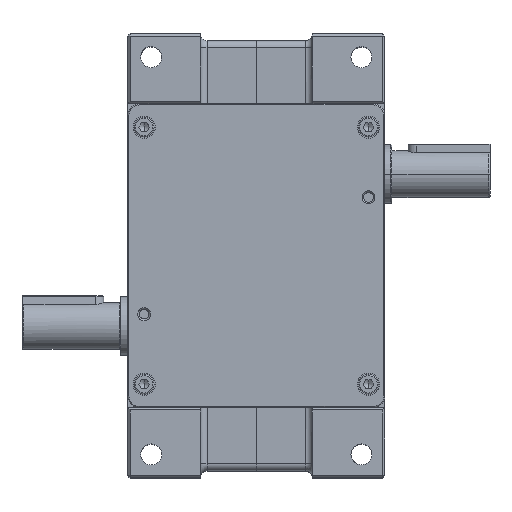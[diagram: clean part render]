
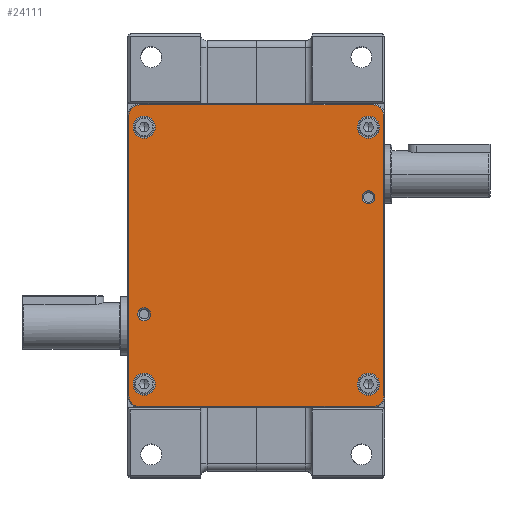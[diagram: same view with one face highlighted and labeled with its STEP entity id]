
A CAD part, top view. The second image highlights one B-rep face of the part: STEP entity #24111.
In plain terms, the highlighted planar face has unit normal (0, 0, 1).
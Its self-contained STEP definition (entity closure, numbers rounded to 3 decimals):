
#23040=CARTESIAN_POINT('Vertex',(-52.75,20.,64.)) ;
#23043=CARTESIAN_POINT('Axis2P3D Location',(-48.,20.,64.)) ;
#23047=CARTESIAN_POINT('Vertex',(-43.25,20.,64.)) ;
#23080=CARTESIAN_POINT('Vertex',(43.25,20.,64.)) ;
#23083=CARTESIAN_POINT('Axis2P3D Location',(48.,20.,64.)) ;
#23087=CARTESIAN_POINT('Vertex',(52.75,20.,64.)) ;
#23120=CARTESIAN_POINT('Vertex',(43.25,-90.,64.)) ;
#23123=CARTESIAN_POINT('Axis2P3D Location',(48.,-90.,64.)) ;
#23127=CARTESIAN_POINT('Vertex',(52.75,-90.,64.)) ;
#23160=CARTESIAN_POINT('Vertex',(-52.75,-90.,64.)) ;
#23163=CARTESIAN_POINT('Axis2P3D Location',(-48.,-90.,64.)) ;
#23167=CARTESIAN_POINT('Vertex',(-43.25,-90.,64.)) ;
#23200=CARTESIAN_POINT('Vertex',(45.25,-10.,64.)) ;
#23203=CARTESIAN_POINT('Axis2P3D Location',(48.,-10.,64.)) ;
#23207=CARTESIAN_POINT('Vertex',(50.75,-10.,64.)) ;
#23271=CARTESIAN_POINT('Vertex',(-50.75,-60.,64.)) ;
#23274=CARTESIAN_POINT('Axis2P3D Location',(-48.,-60.,64.)) ;
#23278=CARTESIAN_POINT('Vertex',(-45.25,-60.,64.)) ;
#23497=CARTESIAN_POINT('Vertex',(-54.5,-95.,64.)) ;
#23513=CARTESIAN_POINT('Vertex',(-50.,-99.5,64.)) ;
#23516=CARTESIAN_POINT('Axis2P3D Location',(-50.,-95.,64.)) ;
#23537=CARTESIAN_POINT('Vertex',(-54.5,25.,64.)) ;
#23545=CARTESIAN_POINT('Line Origine',(-54.5,-35.,64.)) ;
#23794=CARTESIAN_POINT('Vertex',(54.5,25.,64.)) ;
#23797=CARTESIAN_POINT('Line Origine',(54.5,-35.,64.)) ;
#23801=CARTESIAN_POINT('Vertex',(54.5,-95.,64.)) ;
#23821=CARTESIAN_POINT('Axis2P3D Location',(50.,-95.,64.)) ;
#23825=CARTESIAN_POINT('Vertex',(50.,-99.5,64.)) ;
#23845=CARTESIAN_POINT('Line Origine',(0.,-99.5,64.)) ;
#23890=CARTESIAN_POINT('Axis2P3D Location',(-48.,-60.,64.)) ;
#23929=CARTESIAN_POINT('Axis2P3D Location',(48.,-10.,64.)) ;
#23951=CARTESIAN_POINT('Axis2P3D Location',(-48.,-90.,64.)) ;
#23973=CARTESIAN_POINT('Axis2P3D Location',(48.,-90.,64.)) ;
#23995=CARTESIAN_POINT('Axis2P3D Location',(48.,20.,64.)) ;
#24017=CARTESIAN_POINT('Axis2P3D Location',(-48.,20.,64.)) ;
#24029=CARTESIAN_POINT('Axis2P3D Location',(0.,-35.,64.)) ;
#24035=CARTESIAN_POINT('Control Point',(50.,29.5,64.)) ;
#24036=CARTESIAN_POINT('Control Point',(50.416,29.5,64.)) ;
#24037=CARTESIAN_POINT('Control Point',(50.831,29.452,64.)) ;
#24038=CARTESIAN_POINT('Control Point',(51.24,29.356,64.)) ;
#24039=CARTESIAN_POINT('Control Point',(52.027,29.071,64.)) ;
#24040=CARTESIAN_POINT('Control Point',(52.728,28.615,64.)) ;
#24041=CARTESIAN_POINT('Control Point',(53.051,28.347,64.)) ;
#24042=CARTESIAN_POINT('Control Point',(53.629,27.742,64.)) ;
#24043=CARTESIAN_POINT('Control Point',(54.053,27.02,64.)) ;
#24044=CARTESIAN_POINT('Control Point',(54.223,26.637,64.)) ;
#24045=CARTESIAN_POINT('Control Point',(54.396,26.077,64.)) ;
#24046=CARTESIAN_POINT('Control Point',(54.477,25.5,64.)) ;
#24047=CARTESIAN_POINT('Control Point',(54.492,25.333,64.)) ;
#24048=CARTESIAN_POINT('Control Point',(54.5,25.167,64.)) ;
#24049=CARTESIAN_POINT('Control Point',(54.5,25.,64.)) ;
#24050=CARTESIAN_POINT('Vertex',(50.,29.5,64.)) ;
#24053=CARTESIAN_POINT('Line Origine',(0.,29.5,64.)) ;
#24057=CARTESIAN_POINT('Vertex',(-50.,29.5,64.)) ;
#24061=CARTESIAN_POINT('Control Point',(-54.5,25.,64.)) ;
#24062=CARTESIAN_POINT('Control Point',(-54.5,25.416,64.)) ;
#24063=CARTESIAN_POINT('Control Point',(-54.452,25.831,64.)) ;
#24064=CARTESIAN_POINT('Control Point',(-54.356,26.24,64.)) ;
#24065=CARTESIAN_POINT('Control Point',(-54.071,27.027,64.)) ;
#24066=CARTESIAN_POINT('Control Point',(-53.615,27.728,64.)) ;
#24067=CARTESIAN_POINT('Control Point',(-53.347,28.051,64.)) ;
#24068=CARTESIAN_POINT('Control Point',(-52.742,28.629,64.)) ;
#24069=CARTESIAN_POINT('Control Point',(-52.02,29.053,64.)) ;
#24070=CARTESIAN_POINT('Control Point',(-51.637,29.223,64.)) ;
#24071=CARTESIAN_POINT('Control Point',(-51.077,29.396,64.)) ;
#24072=CARTESIAN_POINT('Control Point',(-50.5,29.477,64.)) ;
#24073=CARTESIAN_POINT('Control Point',(-50.333,29.492,64.)) ;
#24074=CARTESIAN_POINT('Control Point',(-50.167,29.5,64.)) ;
#24075=CARTESIAN_POINT('Control Point',(-50.,29.5,64.)) ;
#23044=DIRECTION('Axis2P3D Direction',(0.,0.,1.)) ;
#23084=DIRECTION('Axis2P3D Direction',(0.,0.,1.)) ;
#23124=DIRECTION('Axis2P3D Direction',(0.,0.,1.)) ;
#23164=DIRECTION('Axis2P3D Direction',(0.,0.,1.)) ;
#23204=DIRECTION('Axis2P3D Direction',(0.,0.,1.)) ;
#23275=DIRECTION('Axis2P3D Direction',(0.,0.,1.)) ;
#23517=DIRECTION('Axis2P3D Direction',(0.,0.,-1.)) ;
#23546=DIRECTION('Vector Direction',(0.,1.,0.)) ;
#23798=DIRECTION('Vector Direction',(0.,-1.,0.)) ;
#23822=DIRECTION('Axis2P3D Direction',(0.,0.,-1.)) ;
#23846=DIRECTION('Vector Direction',(-1.,0.,0.)) ;
#23891=DIRECTION('Axis2P3D Direction',(0.,0.,1.)) ;
#23930=DIRECTION('Axis2P3D Direction',(0.,0.,1.)) ;
#23952=DIRECTION('Axis2P3D Direction',(0.,0.,1.)) ;
#23974=DIRECTION('Axis2P3D Direction',(0.,0.,1.)) ;
#23996=DIRECTION('Axis2P3D Direction',(0.,0.,1.)) ;
#24018=DIRECTION('Axis2P3D Direction',(0.,0.,1.)) ;
#24030=DIRECTION('Axis2P3D Direction',(0.,0.,1.)) ;
#24031=DIRECTION('Axis2P3D XDirection',(1.,0.,-0.)) ;
#24054=DIRECTION('Vector Direction',(1.,0.,0.)) ;
#23045=AXIS2_PLACEMENT_3D('Circle Axis2P3D',#23043,#23044,$) ;
#23085=AXIS2_PLACEMENT_3D('Circle Axis2P3D',#23083,#23084,$) ;
#23125=AXIS2_PLACEMENT_3D('Circle Axis2P3D',#23123,#23124,$) ;
#23165=AXIS2_PLACEMENT_3D('Circle Axis2P3D',#23163,#23164,$) ;
#23205=AXIS2_PLACEMENT_3D('Circle Axis2P3D',#23203,#23204,$) ;
#23276=AXIS2_PLACEMENT_3D('Circle Axis2P3D',#23274,#23275,$) ;
#23518=AXIS2_PLACEMENT_3D('Circle Axis2P3D',#23516,#23517,$) ;
#23823=AXIS2_PLACEMENT_3D('Circle Axis2P3D',#23821,#23822,$) ;
#23892=AXIS2_PLACEMENT_3D('Circle Axis2P3D',#23890,#23891,$) ;
#23931=AXIS2_PLACEMENT_3D('Circle Axis2P3D',#23929,#23930,$) ;
#23953=AXIS2_PLACEMENT_3D('Circle Axis2P3D',#23951,#23952,$) ;
#23975=AXIS2_PLACEMENT_3D('Circle Axis2P3D',#23973,#23974,$) ;
#23997=AXIS2_PLACEMENT_3D('Circle Axis2P3D',#23995,#23996,$) ;
#24019=AXIS2_PLACEMENT_3D('Circle Axis2P3D',#24017,#24018,$) ;
#24032=AXIS2_PLACEMENT_3D('Plane Axis2P3D',#24029,#24030,#24031) ;
#24078=ORIENTED_EDGE('',*,*,#23849,.F.) ;
#24079=ORIENTED_EDGE('',*,*,#23827,.F.) ;
#24080=ORIENTED_EDGE('',*,*,#23803,.F.) ;
#24081=ORIENTED_EDGE('',*,*,#24052,.F.) ;
#24082=ORIENTED_EDGE('',*,*,#24059,.F.) ;
#24083=ORIENTED_EDGE('',*,*,#24076,.F.) ;
#24084=ORIENTED_EDGE('',*,*,#23549,.F.) ;
#24085=ORIENTED_EDGE('',*,*,#23520,.F.) ;
#24088=ORIENTED_EDGE('',*,*,#23049,.T.) ;
#24089=ORIENTED_EDGE('',*,*,#24021,.T.) ;
#24092=ORIENTED_EDGE('',*,*,#23089,.T.) ;
#24093=ORIENTED_EDGE('',*,*,#23999,.T.) ;
#24096=ORIENTED_EDGE('',*,*,#23129,.T.) ;
#24097=ORIENTED_EDGE('',*,*,#23977,.T.) ;
#24100=ORIENTED_EDGE('',*,*,#23169,.T.) ;
#24101=ORIENTED_EDGE('',*,*,#23955,.T.) ;
#24104=ORIENTED_EDGE('',*,*,#23209,.T.) ;
#24105=ORIENTED_EDGE('',*,*,#23933,.T.) ;
#24108=ORIENTED_EDGE('',*,*,#23280,.T.) ;
#24109=ORIENTED_EDGE('',*,*,#23894,.T.) ;
#24090=FACE_BOUND('',#24087,.T.) ;
#24094=FACE_BOUND('',#24091,.T.) ;
#24098=FACE_BOUND('',#24095,.T.) ;
#24102=FACE_BOUND('',#24099,.T.) ;
#24106=FACE_BOUND('',#24103,.T.) ;
#24110=FACE_BOUND('',#24107,.T.) ;
#23547=VECTOR('Line Direction',#23546,1.) ;
#23799=VECTOR('Line Direction',#23798,1.) ;
#23847=VECTOR('Line Direction',#23846,1.) ;
#24055=VECTOR('Line Direction',#24054,1.) ;
#24111=ADVANCED_FACE('NONE',(#24086,#24090,#24094,#24098,#24102,#24106,#24110),#24033,.T.) ;
#24034=B_SPLINE_CURVE_WITH_KNOTS('',5,(#24035,#24036,#24037,#24038,#24039,#24040,#24041,#24042,#24043,#24044,#24045,#24046,#24047,#24048,#24049),.UNSPECIFIED.,.F.,.U.,(6,3,3,3,6),(0.,2.939,5.879,8.818,9.996),.UNSPECIFIED.) ;
#24060=B_SPLINE_CURVE_WITH_KNOTS('',5,(#24061,#24062,#24063,#24064,#24065,#24066,#24067,#24068,#24069,#24070,#24071,#24072,#24073,#24074,#24075),.UNSPECIFIED.,.F.,.U.,(6,3,3,3,6),(0.,2.939,5.879,8.818,9.996),.UNSPECIFIED.) ;
#23046=CIRCLE('generated circle',#23045,4.75) ;
#23086=CIRCLE('generated circle',#23085,4.75) ;
#23126=CIRCLE('generated circle',#23125,4.75) ;
#23166=CIRCLE('generated circle',#23165,4.75) ;
#23206=CIRCLE('generated circle',#23205,2.75) ;
#23277=CIRCLE('generated circle',#23276,2.75) ;
#23519=CIRCLE('generated circle',#23518,4.5) ;
#23824=CIRCLE('generated circle',#23823,4.5) ;
#23893=CIRCLE('generated circle',#23892,2.75) ;
#23932=CIRCLE('generated circle',#23931,2.75) ;
#23954=CIRCLE('generated circle',#23953,4.75) ;
#23976=CIRCLE('generated circle',#23975,4.75) ;
#23998=CIRCLE('generated circle',#23997,4.75) ;
#24020=CIRCLE('generated circle',#24019,4.75) ;
#23049=EDGE_CURVE('',#23048,#23041,#23046,.F.) ;
#23089=EDGE_CURVE('',#23088,#23081,#23086,.F.) ;
#23129=EDGE_CURVE('',#23128,#23121,#23126,.F.) ;
#23169=EDGE_CURVE('',#23168,#23161,#23166,.F.) ;
#23209=EDGE_CURVE('',#23208,#23201,#23206,.F.) ;
#23280=EDGE_CURVE('',#23279,#23272,#23277,.F.) ;
#23520=EDGE_CURVE('',#23514,#23498,#23519,.T.) ;
#23549=EDGE_CURVE('',#23498,#23538,#23548,.T.) ;
#23803=EDGE_CURVE('',#23795,#23802,#23800,.T.) ;
#23827=EDGE_CURVE('',#23802,#23826,#23824,.T.) ;
#23849=EDGE_CURVE('',#23826,#23514,#23848,.T.) ;
#23894=EDGE_CURVE('',#23272,#23279,#23893,.F.) ;
#23933=EDGE_CURVE('',#23201,#23208,#23932,.F.) ;
#23955=EDGE_CURVE('',#23161,#23168,#23954,.F.) ;
#23977=EDGE_CURVE('',#23121,#23128,#23976,.F.) ;
#23999=EDGE_CURVE('',#23081,#23088,#23998,.F.) ;
#24021=EDGE_CURVE('',#23041,#23048,#24020,.F.) ;
#24052=EDGE_CURVE('',#24051,#23795,#24034,.T.) ;
#24059=EDGE_CURVE('',#24058,#24051,#24056,.T.) ;
#24076=EDGE_CURVE('',#23538,#24058,#24060,.T.) ;
#24077=EDGE_LOOP('',(#24078,#24079,#24080,#24081,#24082,#24083,#24084,#24085)) ;
#24087=EDGE_LOOP('',(#24088,#24089)) ;
#24091=EDGE_LOOP('',(#24092,#24093)) ;
#24095=EDGE_LOOP('',(#24096,#24097)) ;
#24099=EDGE_LOOP('',(#24100,#24101)) ;
#24103=EDGE_LOOP('',(#24104,#24105)) ;
#24107=EDGE_LOOP('',(#24108,#24109)) ;
#24086=FACE_OUTER_BOUND('',#24077,.T.) ;
#23548=LINE('Line',#23545,#23547) ;
#23800=LINE('Line',#23797,#23799) ;
#23848=LINE('Line',#23845,#23847) ;
#24056=LINE('Line',#24053,#24055) ;
#24033=PLANE('Plane',#24032) ;
#23041=VERTEX_POINT('',#23040) ;
#23048=VERTEX_POINT('',#23047) ;
#23081=VERTEX_POINT('',#23080) ;
#23088=VERTEX_POINT('',#23087) ;
#23121=VERTEX_POINT('',#23120) ;
#23128=VERTEX_POINT('',#23127) ;
#23161=VERTEX_POINT('',#23160) ;
#23168=VERTEX_POINT('',#23167) ;
#23201=VERTEX_POINT('',#23200) ;
#23208=VERTEX_POINT('',#23207) ;
#23272=VERTEX_POINT('',#23271) ;
#23279=VERTEX_POINT('',#23278) ;
#23498=VERTEX_POINT('',#23497) ;
#23514=VERTEX_POINT('',#23513) ;
#23538=VERTEX_POINT('',#23537) ;
#23795=VERTEX_POINT('',#23794) ;
#23802=VERTEX_POINT('',#23801) ;
#23826=VERTEX_POINT('',#23825) ;
#24051=VERTEX_POINT('',#24050) ;
#24058=VERTEX_POINT('',#24057) ;
